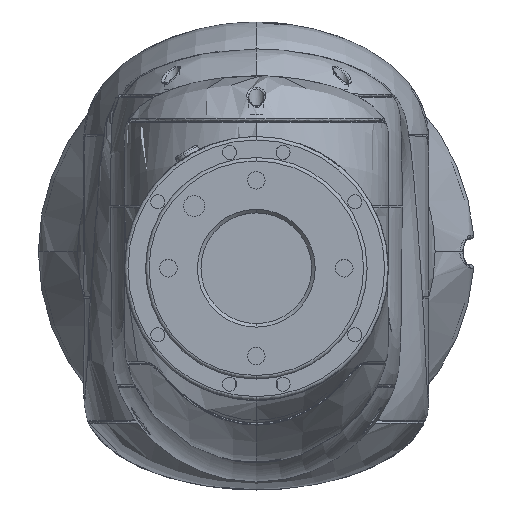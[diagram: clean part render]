
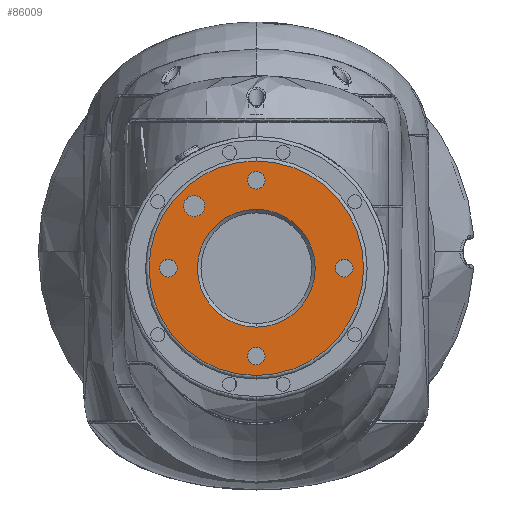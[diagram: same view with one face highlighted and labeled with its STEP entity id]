
A CAD part, top view. The second image highlights one B-rep face of the part: STEP entity #86009.
In plain terms, the highlighted face is planar.
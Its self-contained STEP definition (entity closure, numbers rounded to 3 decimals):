
#254 = FACE_BOUND ( 'NONE', #30243, .T. ) ;
#809 = CARTESIAN_POINT ( 'NONE',  ( -25., 39., -2.5 ) ) ;
#1007 = EDGE_CURVE ( 'NONE', #121665, #36316, #83435, .T. ) ;
#2271 = DIRECTION ( 'NONE',  ( 0., 1., 0. ) ) ;
#3594 = DIRECTION ( 'NONE',  ( 0., 1., 0. ) ) ;
#4099 = FACE_BOUND ( 'NONE', #123942, .T. ) ;
#6666 = DIRECTION ( 'NONE',  ( 0., 1., 0. ) ) ;
#7759 = CIRCLE ( 'NONE', #61932, 2.5 ) ;
#8021 = CARTESIAN_POINT ( 'NONE',  ( 0., 39., 25. ) ) ;
#8483 = CIRCLE ( 'NONE', #142137, 30.5 ) ;
#9806 = CARTESIAN_POINT ( 'NONE',  ( 0., 39., -25. ) ) ;
#9888 = AXIS2_PLACEMENT_3D ( 'NONE', #91204, #17774, #103490 ) ;
#12315 = ORIENTED_EDGE ( 'NONE', *, *, #153828, .F. ) ;
#17538 = EDGE_CURVE ( 'NONE', #158436, #63641, #19141, .T. ) ;
#17774 = DIRECTION ( 'NONE',  ( 0., 1., 0. ) ) ;
#19141 = CIRCLE ( 'NONE', #22893, 2.5 ) ;
#20431 = DIRECTION ( 'NONE',  ( 0., 0., 1. ) ) ;
#22208 = DIRECTION ( 'NONE',  ( 0., 0., 1. ) ) ;
#22893 = AXIS2_PLACEMENT_3D ( 'NONE', #77206, #3594, #89472 ) ;
#28512 = PLANE ( 'NONE',  #126603 ) ;
#28523 = EDGE_CURVE ( 'NONE', #155789, #37544, #8483, .T. ) ;
#29168 = EDGE_LOOP ( 'NONE', ( #51569, #42657 ) ) ;
#30082 = VERTEX_POINT ( 'NONE', #99284 ) ;
#30243 = EDGE_LOOP ( 'NONE', ( #156456, #109271 ) ) ;
#30898 = EDGE_CURVE ( 'NONE', #63641, #158436, #83188, .T. ) ;
#32668 = EDGE_LOOP ( 'NONE', ( #114429, #12315 ) ) ;
#32967 = AXIS2_PLACEMENT_3D ( 'NONE', #123250, #50030, #135518 ) ;
#33038 = FACE_BOUND ( 'NONE', #32668, .T. ) ;
#36290 = CARTESIAN_POINT ( 'NONE',  ( -25., 39., 0. ) ) ;
#36316 = VERTEX_POINT ( 'NONE', #70572 ) ;
#37544 = VERTEX_POINT ( 'NONE', #126360 ) ;
#38130 = CARTESIAN_POINT ( 'NONE',  ( 17.678, 39., 17.678 ) ) ;
#40501 = CIRCLE ( 'NONE', #146183, 2.5 ) ;
#42128 = CARTESIAN_POINT ( 'NONE',  ( 0., 39., 25. ) ) ;
#42558 = CARTESIAN_POINT ( 'NONE',  ( 0., 39., -16.75 ) ) ;
#42657 = ORIENTED_EDGE ( 'NONE', *, *, #155321, .T. ) ;
#43035 = ORIENTED_EDGE ( 'NONE', *, *, #17538, .F. ) ;
#45120 = AXIS2_PLACEMENT_3D ( 'NONE', #36290, #121872, #48657 ) ;
#46562 = DIRECTION ( 'NONE',  ( 0., 1., 0. ) ) ;
#46807 = CARTESIAN_POINT ( 'NONE',  ( 0., 39., -25. ) ) ;
#48218 = DIRECTION ( 'NONE',  ( 0., 1., 0. ) ) ;
#48441 = CARTESIAN_POINT ( 'NONE',  ( 0., 39., 0. ) ) ;
#48590 = DIRECTION ( 'NONE',  ( 0., 0., 1. ) ) ;
#48657 = DIRECTION ( 'NONE',  ( 0., 0., 1. ) ) ;
#49187 = EDGE_CURVE ( 'NONE', #30082, #146074, #7759, .T. ) ;
#50030 = DIRECTION ( 'NONE',  ( 0., -1., 0. ) ) ;
#51569 = ORIENTED_EDGE ( 'NONE', *, *, #75628, .T. ) ;
#54487 = DIRECTION ( 'NONE',  ( 0., 0., 1. ) ) ;
#55935 = VERTEX_POINT ( 'NONE', #146489 ) ;
#56434 = VERTEX_POINT ( 'NONE', #809 ) ;
#59150 = DIRECTION ( 'NONE',  ( 0., 0., 1. ) ) ;
#59315 = EDGE_CURVE ( 'NONE', #146074, #30082, #109239, .T. ) ;
#59853 = EDGE_CURVE ( 'NONE', #55935, #75453, #158822, .T. ) ;
#60775 = DIRECTION ( 'NONE',  ( 0., 0., 1. ) ) ;
#61527 = CARTESIAN_POINT ( 'NONE',  ( 0., 39., 0. ) ) ;
#61857 = FACE_OUTER_BOUND ( 'NONE', #90757, .T. ) ;
#61932 = AXIS2_PLACEMENT_3D ( 'NONE', #8021, #93852, #20431 ) ;
#62672 = ORIENTED_EDGE ( 'NONE', *, *, #28523, .T. ) ;
#63641 = VERTEX_POINT ( 'NONE', #133075 ) ;
#64902 = EDGE_CURVE ( 'NONE', #36316, #121665, #103085, .T. ) ;
#65530 = DIRECTION ( 'NONE',  ( 0., 0., 1. ) ) ;
#70119 = EDGE_CURVE ( 'NONE', #37544, #155789, #140931, .T. ) ;
#70572 = CARTESIAN_POINT ( 'NONE',  ( 17.678, 39., 20.678 ) ) ;
#73821 = DIRECTION ( 'NONE',  ( 0., 0., 1. ) ) ;
#75453 = VERTEX_POINT ( 'NONE', #120087 ) ;
#75628 = EDGE_CURVE ( 'NONE', #137091, #150887, #136645, .T. ) ;
#75886 = CARTESIAN_POINT ( 'NONE',  ( 0., 39., 0. ) ) ;
#77206 = CARTESIAN_POINT ( 'NONE',  ( 25., 39., 0. ) ) ;
#77844 = CIRCLE ( 'NONE', #153451, 2.5 ) ;
#79420 = AXIS2_PLACEMENT_3D ( 'NONE', #42128, #127652, #54487 ) ;
#80230 = CARTESIAN_POINT ( 'NONE',  ( -25., 39., 0. ) ) ;
#83188 = CIRCLE ( 'NONE', #9888, 2.5 ) ;
#83435 = CIRCLE ( 'NONE', #117050, 3. ) ;
#86009 = ADVANCED_FACE ( 'NONE', ( #130639, #4099, #33038, #254, #126782, #94356, #61857 ), #28512, .T. ) ;
#88145 = DIRECTION ( 'NONE',  ( 0., 0., 1. ) ) ;
#89472 = DIRECTION ( 'NONE',  ( 0., 0., 1. ) ) ;
#90757 = EDGE_LOOP ( 'NONE', ( #107043, #62672 ) ) ;
#90853 = ORIENTED_EDGE ( 'NONE', *, *, #64902, .F. ) ;
#91204 = CARTESIAN_POINT ( 'NONE',  ( 25., 39., 0. ) ) ;
#92494 = DIRECTION ( 'NONE',  ( 0., 0., 1. ) ) ;
#93852 = DIRECTION ( 'NONE',  ( 0., 1., 0. ) ) ;
#93930 = AXIS2_PLACEMENT_3D ( 'NONE', #119797, #46562, #132064 ) ;
#94356 = FACE_BOUND ( 'NONE', #143598, .T. ) ;
#95598 = DIRECTION ( 'NONE',  ( 0., 1., 0. ) ) ;
#96548 = CIRCLE ( 'NONE', #45120, 2.5 ) ;
#97683 = VERTEX_POINT ( 'NONE', #140337 ) ;
#99284 = CARTESIAN_POINT ( 'NONE',  ( 0., 39., 27.5 ) ) ;
#100206 = CIRCLE ( 'NONE', #32967, 16.75 ) ;
#101319 = AXIS2_PLACEMENT_3D ( 'NONE', #75886, #2271, #88145 ) ;
#103085 = CIRCLE ( 'NONE', #93930, 3. ) ;
#103490 = DIRECTION ( 'NONE',  ( 0., 0., 1. ) ) ;
#107043 = ORIENTED_EDGE ( 'NONE', *, *, #70119, .T. ) ;
#109239 = CIRCLE ( 'NONE', #79420, 2.5 ) ;
#109271 = ORIENTED_EDGE ( 'NONE', *, *, #59315, .F. ) ;
#109752 = CARTESIAN_POINT ( 'NONE',  ( 0., 39., 22.5 ) ) ;
#110614 = ORIENTED_EDGE ( 'NONE', *, *, #30898, .F. ) ;
#112748 = CARTESIAN_POINT ( 'NONE',  ( 0., 39., -30.5 ) ) ;
#113382 = CARTESIAN_POINT ( 'NONE',  ( 25., 39., -2.5 ) ) ;
#114123 = CARTESIAN_POINT ( 'NONE',  ( 0., 39., 0. ) ) ;
#114429 = ORIENTED_EDGE ( 'NONE', *, *, #118423, .F. ) ;
#117050 = AXIS2_PLACEMENT_3D ( 'NONE', #38130, #48218, #48590 ) ;
#118423 = EDGE_CURVE ( 'NONE', #97683, #56434, #40501, .T. ) ;
#119797 = CARTESIAN_POINT ( 'NONE',  ( 17.678, 39., 17.678 ) ) ;
#120087 = CARTESIAN_POINT ( 'NONE',  ( 0., 39., -27.5 ) ) ;
#121665 = VERTEX_POINT ( 'NONE', #150368 ) ;
#121872 = DIRECTION ( 'NONE',  ( 0., 1., 0. ) ) ;
#123250 = CARTESIAN_POINT ( 'NONE',  ( 0., 39., 0. ) ) ;
#123510 = ORIENTED_EDGE ( 'NONE', *, *, #59853, .F. ) ;
#123942 = EDGE_LOOP ( 'NONE', ( #90853, #138219 ) ) ;
#126360 = CARTESIAN_POINT ( 'NONE',  ( 0., 39., 30.5 ) ) ;
#126603 = AXIS2_PLACEMENT_3D ( 'NONE', #114123, #138664, #65530 ) ;
#126782 = FACE_BOUND ( 'NONE', #130150, .T. ) ;
#127652 = DIRECTION ( 'NONE',  ( 0., 1., 0. ) ) ;
#130150 = EDGE_LOOP ( 'NONE', ( #110614, #43035 ) ) ;
#130639 = FACE_BOUND ( 'NONE', #29168, .T. ) ;
#131257 = AXIS2_PLACEMENT_3D ( 'NONE', #48441, #133907, #60775 ) ;
#131462 = CARTESIAN_POINT ( 'NONE',  ( 0., 39., 16.75 ) ) ;
#132064 = DIRECTION ( 'NONE',  ( 0., 0., 1. ) ) ;
#132292 = DIRECTION ( 'NONE',  ( 0., 1., 0. ) ) ;
#133075 = CARTESIAN_POINT ( 'NONE',  ( 25., 39., 2.5 ) ) ;
#133529 = ORIENTED_EDGE ( 'NONE', *, *, #148742, .F. ) ;
#133907 = DIRECTION ( 'NONE',  ( 0., -1., 0. ) ) ;
#135518 = DIRECTION ( 'NONE',  ( 0., 0., 1. ) ) ;
#136645 = CIRCLE ( 'NONE', #131257, 16.75 ) ;
#137091 = VERTEX_POINT ( 'NONE', #131462 ) ;
#138219 = ORIENTED_EDGE ( 'NONE', *, *, #1007, .F. ) ;
#138664 = DIRECTION ( 'NONE',  ( 0., 1., 0. ) ) ;
#140337 = CARTESIAN_POINT ( 'NONE',  ( -25., 39., 2.5 ) ) ;
#140931 = CIRCLE ( 'NONE', #101319, 30.5 ) ;
#142137 = AXIS2_PLACEMENT_3D ( 'NONE', #61527, #146922, #73821 ) ;
#143598 = EDGE_LOOP ( 'NONE', ( #123510, #133529 ) ) ;
#144900 = AXIS2_PLACEMENT_3D ( 'NONE', #9806, #95598, #22208 ) ;
#146074 = VERTEX_POINT ( 'NONE', #109752 ) ;
#146183 = AXIS2_PLACEMENT_3D ( 'NONE', #80230, #6666, #92494 ) ;
#146489 = CARTESIAN_POINT ( 'NONE',  ( 0., 39., -22.5 ) ) ;
#146922 = DIRECTION ( 'NONE',  ( 0., 1., 0. ) ) ;
#148742 = EDGE_CURVE ( 'NONE', #75453, #55935, #77844, .T. ) ;
#150368 = CARTESIAN_POINT ( 'NONE',  ( 17.678, 39., 14.678 ) ) ;
#150887 = VERTEX_POINT ( 'NONE', #42558 ) ;
#153451 = AXIS2_PLACEMENT_3D ( 'NONE', #46807, #132292, #59150 ) ;
#153828 = EDGE_CURVE ( 'NONE', #56434, #97683, #96548, .T. ) ;
#155321 = EDGE_CURVE ( 'NONE', #150887, #137091, #100206, .T. ) ;
#155789 = VERTEX_POINT ( 'NONE', #112748 ) ;
#156456 = ORIENTED_EDGE ( 'NONE', *, *, #49187, .F. ) ;
#158436 = VERTEX_POINT ( 'NONE', #113382 ) ;
#158822 = CIRCLE ( 'NONE', #144900, 2.5 ) ;
